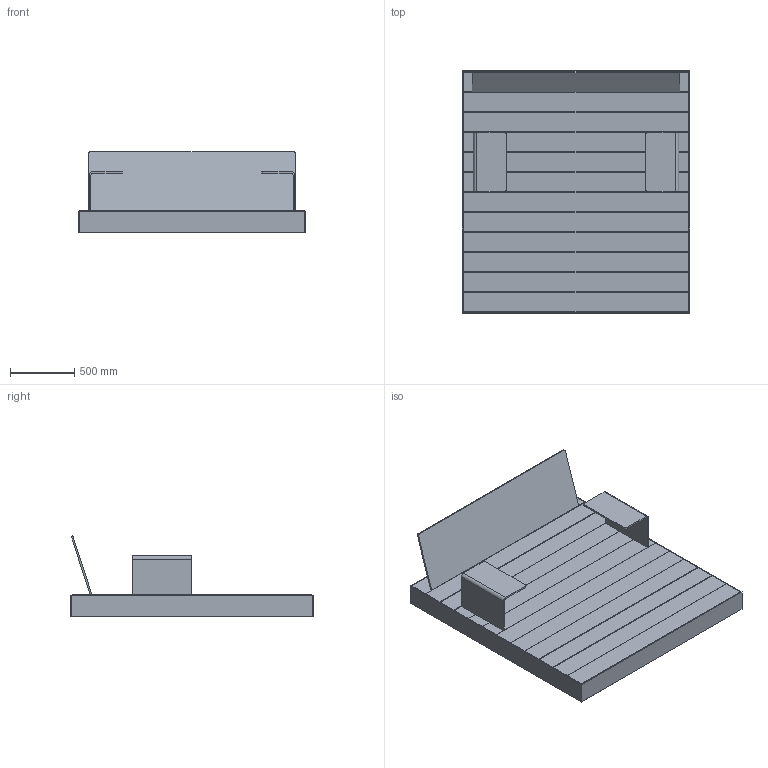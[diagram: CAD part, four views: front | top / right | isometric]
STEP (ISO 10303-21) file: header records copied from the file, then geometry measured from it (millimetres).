
FILE_DESCRIPTION(/* description */ (''),/* implementation_level */ '2;1');
FILE_NAME(/* name */ 'MO-1677-1D66-2T10',/* time_stamp */ '2024-03-14T15:48:26+01:00',/* author */ (''),/* organization */ (''),/* preprocessor_version */ 'ST-DEVELOPER v19.2',/* originating_system */ 'Rhino 8.4',/* authorisation */ '');
FILE_SCHEMA (('CONFIG_CONTROL_DESIGN'));
Length unit declared in the file: inch
Products named in the file (1): Document
Bounding box: 1765.3 x 1879.6 x 622.3 mm (x, y, z)
Volume: 203228062.9 mm3; surface area: 24263803.1 mm2
Topology: 30 solids, 30 shells, 204 faces, 432 edges, 288 vertices
Faces by surface type: plane 192, cylinder 12
Entity records: 4878 total; most frequent: CARTESIAN_POINT 1382, ORIENTED_EDGE 864, EDGE_CURVE 432, B_SPLINE_CURVE_WITH_KNOTS 408, VERTEX_POINT 288, DIRECTION 256, AXIS2_PLACEMENT_3D 230, EDGE_LOOP 208
